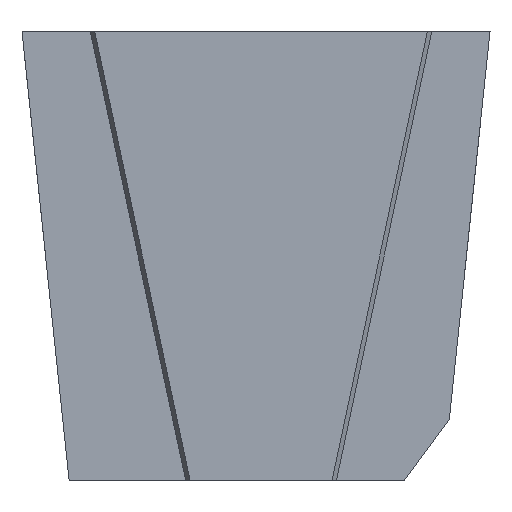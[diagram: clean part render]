
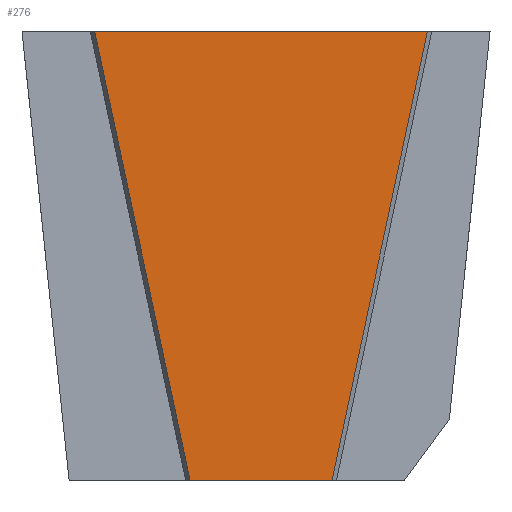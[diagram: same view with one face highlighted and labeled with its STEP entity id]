
A CAD part, front view. The second image highlights one B-rep face of the part: STEP entity #276.
In plain terms, the highlighted planar face has unit normal (0, -1, 0).
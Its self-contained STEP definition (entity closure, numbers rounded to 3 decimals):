
#54=FACE_OUTER_BOUND('',#356,.T.);
#135=LINE('',#1196,#193);
#136=LINE('',#1199,#194);
#137=LINE('',#1201,#195);
#138=LINE('',#1203,#196);
#193=VECTOR('',#933,1.);
#194=VECTOR('',#934,1.);
#195=VECTOR('',#935,1.);
#196=VECTOR('',#936,1.);
#276=ADVANCED_FACE('',(#54),#312,.F.);
#312=PLANE('',#815);
#356=EDGE_LOOP('',(#444,#445,#446,#447));
#444=ORIENTED_EDGE('',*,*,#717,.F.);
#445=ORIENTED_EDGE('',*,*,#718,.T.);
#446=ORIENTED_EDGE('',*,*,#719,.F.);
#447=ORIENTED_EDGE('',*,*,#720,.F.);
#641=VERTEX_POINT('',#1197);
#642=VERTEX_POINT('',#1198);
#643=VERTEX_POINT('',#1200);
#644=VERTEX_POINT('',#1202);
#717=EDGE_CURVE('',#641,#642,#135,.T.);
#718=EDGE_CURVE('',#641,#643,#136,.T.);
#719=EDGE_CURVE('',#644,#643,#137,.T.);
#720=EDGE_CURVE('',#642,#644,#138,.T.);
#815=AXIS2_PLACEMENT_3D('',#1204,#937,#938);
#933=DIRECTION('',(-0.208,0.,0.978));
#934=DIRECTION('',(1.,0.,0.));
#935=DIRECTION('',(-0.208,0.,-0.978));
#936=DIRECTION('',(1.,0.,0.));
#937=DIRECTION('',(0.,1.,0.));
#938=DIRECTION('',(1.,0.,0.));
#1196=CARTESIAN_POINT('',(-4.185,-66.2,-62.013));
#1197=CARTESIAN_POINT('',(-3.908,-66.2,-63.31));
#1198=CARTESIAN_POINT('',(-18.65,-66.2,5.94));
#1199=CARTESIAN_POINT('',(-19.672,-66.2,-63.31));
#1200=CARTESIAN_POINT('',(18.008,-66.2,-63.31));
#1201=CARTESIAN_POINT('',(15.968,-66.2,-72.897));
#1202=CARTESIAN_POINT('',(32.75,-66.2,5.94));
#1203=CARTESIAN_POINT('',(-19.672,-66.2,5.94));
#1204=CARTESIAN_POINT('',(-19.672,-66.2,-65.31));
